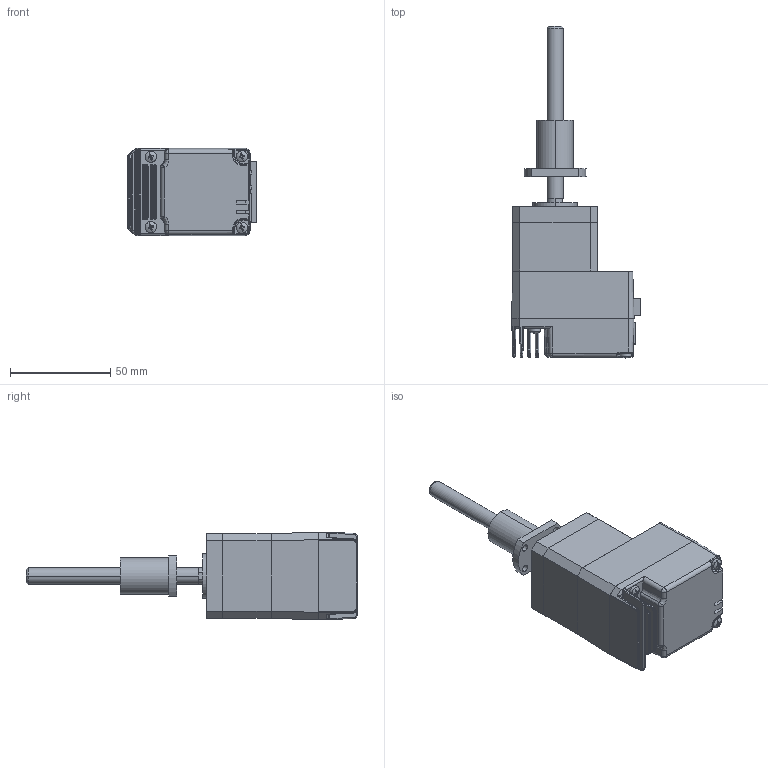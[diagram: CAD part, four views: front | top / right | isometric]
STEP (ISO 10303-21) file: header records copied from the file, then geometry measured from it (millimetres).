
FILE_DESCRIPTION (( 'STEP AP203' ), '1' );
FILE_NAME ('TSM17Q-2RG-B0805-90-FF1-0.STEP', '2021-10-08T05:47:25', ( '' ), ( '' ), 'SwSTEP 2.0', 'SolidWorks 2018', '' );
FILE_SCHEMA (( 'CONFIG_CONTROL_DESIGN' ));
Length unit declared in the file: millimetre
Products named in the file (1): TSM17Q-2RG-B0805-90-FF1-0
Bounding box: 64.11 x 165.37 x 43.53 mm (x, y, z)
Surface area: 34070.5 mm2 (no closed solid volume)
Topology: 0 solids, 21 shells, 451 faces, 1482 edges, 1034 vertices
Faces by surface type: plane 254, cylinder 127, bspline 54, cone 8, sphere 8
Entity records: 18438 total; most frequent: CARTESIAN_POINT 5925, DIRECTION 2455, ORIENTED_EDGE 2401, EDGE_CURVE 1478, VERTEX_POINT 1034, LINE 963, VECTOR 963, AXIS2_PLACEMENT_3D 746
